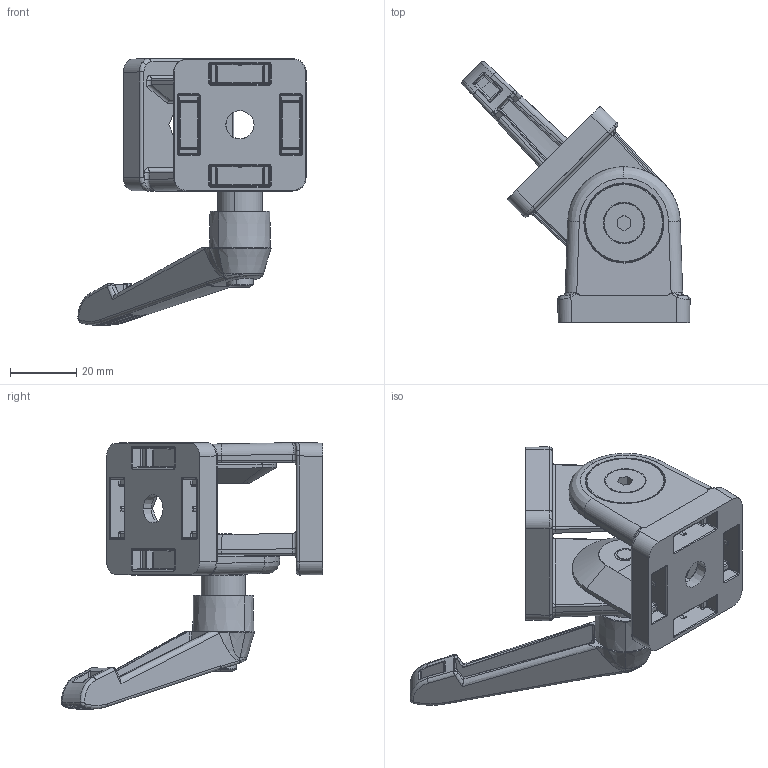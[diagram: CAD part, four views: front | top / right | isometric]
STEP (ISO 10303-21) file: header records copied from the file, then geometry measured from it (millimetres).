
FILE_DESCRIPTION(('STEP AP214'),'1');
FILE_NAME('fath_093gf40an.stp','2017-04-19T17:31:43',('TraceParts'),('TraceParts S.A.'),'Spatial InterOp 3D',' ',' ');
FILE_SCHEMA(('automotive_design'));
Length unit declared in the file: millimetre
Products named in the file (12): fath_093gf40an_1; fath_093gf40an_2; fath_093gf40an_3; fath_093gf40an_4; fath_093gf40an_5; fath_093gf40an_6; fath_093gf40an_7; fath_093gf40an_8; fath_093gf40an_9; fath_093gf40an_10; fath_093gf40an_11; fath_093gf40an_12
Bounding box: 68.91 x 78.93 x 80.58 mm (x, y, z)
Volume: 53466.3 mm3; surface area: 35720.9 mm2
Topology: 12 solids, 13 shells, 1715 faces, 4028 edges, 2214 vertices
Faces by surface type: cylinder 543, plane 314, torus 294, bspline 273, sphere 154, cone 137
Entity records: 69143 total; most frequent: CARTESIAN_POINT 18981, ORIENTED_EDGE 7736, DIRECTION 7608, EDGE_CURVE 3868, AXIS2_PLACEMENT_3D 3212, VERTEX_POINT 2214, EDGE_LOOP 1778, CIRCLE 1758
